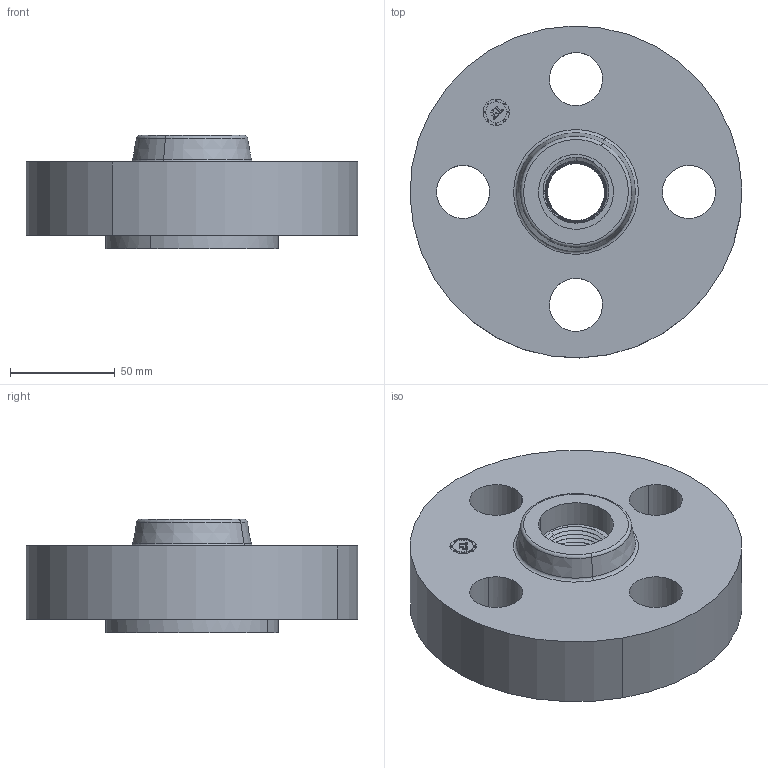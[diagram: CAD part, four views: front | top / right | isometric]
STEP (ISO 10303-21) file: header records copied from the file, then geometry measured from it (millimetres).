
FILE_DESCRIPTION(('3D STEP'),'2;1');
FILE_NAME('1-2500-THREADED-RTJ-FLANGE.stp','2013-03-16T08:51:53+00:00',('Texas Flange'),(''),'CATIA Version 5 Release 20 SP 6 (IN-10)','CATIA V5 STEP AP214','800-826-3801');
FILE_SCHEMA(('AUTOMOTIVE_DESIGN { 1 0 10303 214 1 1 1 1 }'));
Length unit declared in the file: inch
Products named in the file (1): 1-2500-THREADED-RTJ-FLANGE
Bounding box: 158.71 x 158.71 x 54.1 mm (x, y, z)
Volume: 637102.4 mm3; surface area: 76518.9 mm2
Topology: 1 solids, 1 shells, 613 faces, 1656 edges, 1063 vertices
Faces by surface type: plane 372, bspline 155, cone 44, cylinder 34, torus 8
Entity records: 24988 total; most frequent: CARTESIAN_POINT 8649, ORIENTED_EDGE 3312, DIRECTION 1969, EDGE_CURVE 1656, VECTOR 1121, LINE 1121, VERTEX_POINT 1063, EDGE_LOOP 641
